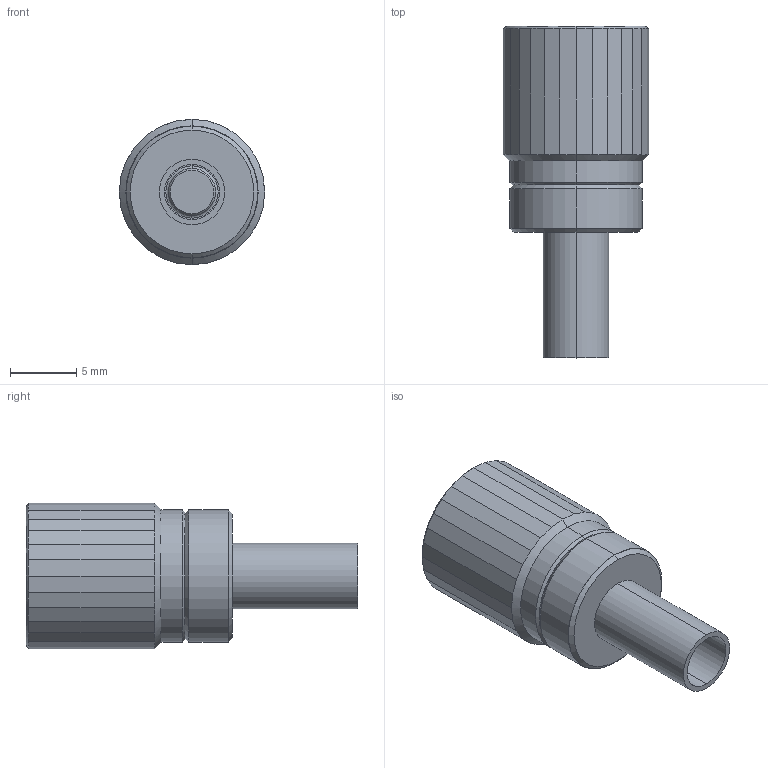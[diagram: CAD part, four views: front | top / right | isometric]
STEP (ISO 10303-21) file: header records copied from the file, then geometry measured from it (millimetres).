
FILE_DESCRIPTION((''),'2;1');
FILE_NAME('PRT0001','2021-08-26T',('Administrator'),(''),'PRO/ENGINEER BY PARAMETRIC TECHNOLOGY CORPORATION, 2012090','PRO/ENGINEER BY PARAMETRIC TECHNOLOGY CORPORATION, 2012090','');
FILE_SCHEMA(('CONFIG_CONTROL_DESIGN'));
Length unit declared in the file: millimetre
Products named in the file (1): PRT0001
Bounding box: 11 x 25.09 x 11 mm (x, y, z)
Volume: 1334.3 mm3; surface area: 1239.8 mm2
Topology: 1 solids, 1 shells, 94 faces, 223 edges, 141 vertices
Faces by surface type: plane 42, cylinder 26, cone 18, bspline 6, torus 2
Entity records: 4118 total; most frequent: CARTESIAN_POINT 2033, ORIENTED_EDGE 446, DIRECTION 380, EDGE_CURVE 223, AXIS2_PLACEMENT_3D 150, VERTEX_POINT 141, EDGE_LOOP 104, FACE_OUTER_BOUND 94
